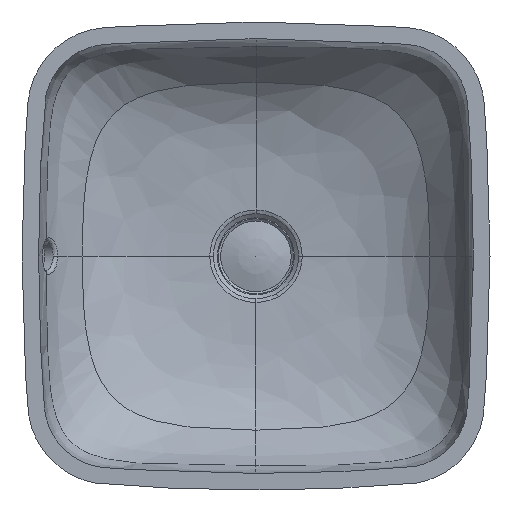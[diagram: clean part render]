
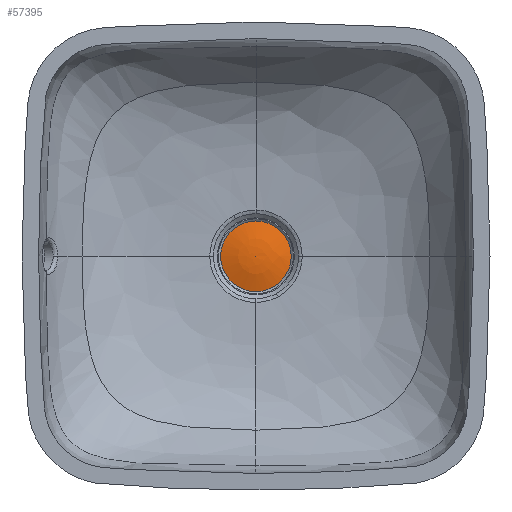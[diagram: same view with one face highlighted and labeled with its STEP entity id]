
A CAD part, top view. The second image highlights one B-rep face of the part: STEP entity #57395.
In plain terms, the highlighted free-form (B-spline) face has degree [2, 2] with [3, 9] control points.
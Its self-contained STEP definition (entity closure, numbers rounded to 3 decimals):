
#57342=CARTESIAN_POINT('',(-30.,0.822,0.0));
#57343=VERTEX_POINT('',#57342);
#57344=CARTESIAN_POINT('',(0.0,0.822,0.0));
#57345=DIRECTION('',(0.0,1.0,0.0));
#57346=DIRECTION('',(-1.0,0.0,0.0));
#57347=AXIS2_PLACEMENT_3D('',#57344,#57345,#57346);
#57348=CIRCLE('',#57347,30.);
#57349=EDGE_CURVE('',#57343,#57343,#57348,.T.);
#57357=CARTESIAN_POINT('',(0.,0.822,-30.));
#57358=CARTESIAN_POINT('',(0.,5.748,-15.404));
#57359=CARTESIAN_POINT('',(0.,5.64,0.));
#57360=CARTESIAN_POINT('',(30.,0.822,-30.));
#57361=CARTESIAN_POINT('',(15.404,5.748,-15.404));
#57362=CARTESIAN_POINT('',(0.,5.64,0.));
#57363=CARTESIAN_POINT('',(30.,0.822,0.));
#57364=CARTESIAN_POINT('',(15.404,5.748,0.));
#57365=CARTESIAN_POINT('',(0.,5.64,0.));
#57366=CARTESIAN_POINT('',(30.,0.822,30.));
#57367=CARTESIAN_POINT('',(15.404,5.748,15.404));
#57368=CARTESIAN_POINT('',(0.,5.64,0.));
#57369=CARTESIAN_POINT('',(0.,0.822,30.));
#57370=CARTESIAN_POINT('',(0.,5.748,15.404));
#57371=CARTESIAN_POINT('',(0.,5.64,0.));
#57372=CARTESIAN_POINT('',(-30.,0.822,30.));
#57373=CARTESIAN_POINT('',(-15.404,5.748,15.404));
#57374=CARTESIAN_POINT('',(0.,5.64,0.));
#57375=CARTESIAN_POINT('',(-30.,0.822,0.));
#57376=CARTESIAN_POINT('',(-15.404,5.748,0.));
#57377=CARTESIAN_POINT('',(0.,5.64,0.));
#57378=CARTESIAN_POINT('',(-30.,0.822,-30.));
#57379=CARTESIAN_POINT('',(-15.404,5.748,-15.404));
#57380=CARTESIAN_POINT('',(0.,5.64,0.));
#57381=CARTESIAN_POINT('',(0.,0.822,-30.));
#57382=CARTESIAN_POINT('',(0.,5.748,-15.404));
#57383=CARTESIAN_POINT('',(0.,5.64,0.));
#57391=(BOUNDED_SURFACE()B_SPLINE_SURFACE(2,2,((#57357,#57360,#57363,#57366,#57369,#57372,#57375,#57378,#57381),(#57358,#57361,#57364,#57367,#57370,#57373,#57376,#57379,#57382),(#57359,#57362,#57365,#57368,#57371,#57374,#57377,#57380,#57383)),.UNSPECIFIED.,.F.,.T.,.U.)B_SPLINE_SURFACE_WITH_KNOTS((3,3),(3,2,2,2,3),(1.245,1.578),(0.0,1.571,3.142,4.712,6.283),.UNSPECIFIED.)GEOMETRIC_REPRESENTATION_ITEM()RATIONAL_B_SPLINE_SURFACE(((1.0,0.707,1.0,0.707,1.0,0.707,1.0,0.707,1.0),(0.986,0.697,0.986,0.697,0.986,0.697,0.986,0.697,0.986),(1.0,0.707,1.0,0.707,1.0,0.707,1.0,0.707,1.0)))REPRESENTATION_ITEM('')SURFACE());
#57392=ORIENTED_EDGE('',*,*,#57349,.T.);
#57393=EDGE_LOOP('',(#57392));
#57394=FACE_OUTER_BOUND('',#57393,.T.);
#57395=ADVANCED_FACE('',(#57394),#57391,.T.);
